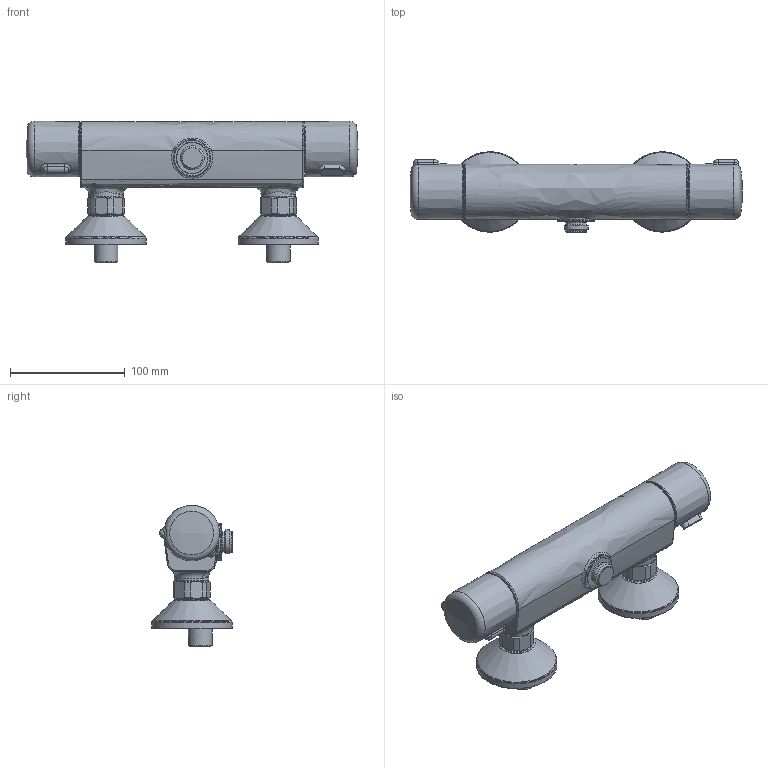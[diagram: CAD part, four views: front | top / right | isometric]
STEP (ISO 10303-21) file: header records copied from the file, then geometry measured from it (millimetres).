
FILE_DESCRIPTION (( 'STEP AP203' ), '1' );
FILE_NAME ('7460U(2016)+58150171(2016).STEP', '2017-03-09T06:00:38', ( '' ), ( '' ), 'SwSTEP 2.0', 'SolidWorks 2016', '' );
FILE_SCHEMA (( 'CONFIG_CONTROL_DESIGN' ));
Length unit declared in the file: millimetre
Products named in the file (1): 7460U(2016)+58150171(2016)
Bounding box: 289.1 x 70.19 x 123.08 mm (x, y, z)
Volume: 705629.7 mm3; surface area: 90873.9 mm2
Topology: 1 solids, 3 shells, 219 faces, 504 edges, 309 vertices
Faces by surface type: bspline 54, plane 51, cone 48, cylinder 41, torus 17, sphere 8
Full cylindrical faces by diameter (mm): 18 x1, 18.2 x1, 20.6 x2, 20.955 x1, 26 x2, 26.2 x4, 27.5 x1, 30 x2, 40.531 x2, 69.2 x2, 70 x2
Entity records: 13176 total; most frequent: CARTESIAN_POINT 9044, ORIENTED_EDGE 830, DIRECTION 726, EDGE_CURVE 415, AXIS2_PLACEMENT_3D 339, EDGE_LOOP 298, VERTEX_POINT 277, FACE_OUTER_BOUND 256
